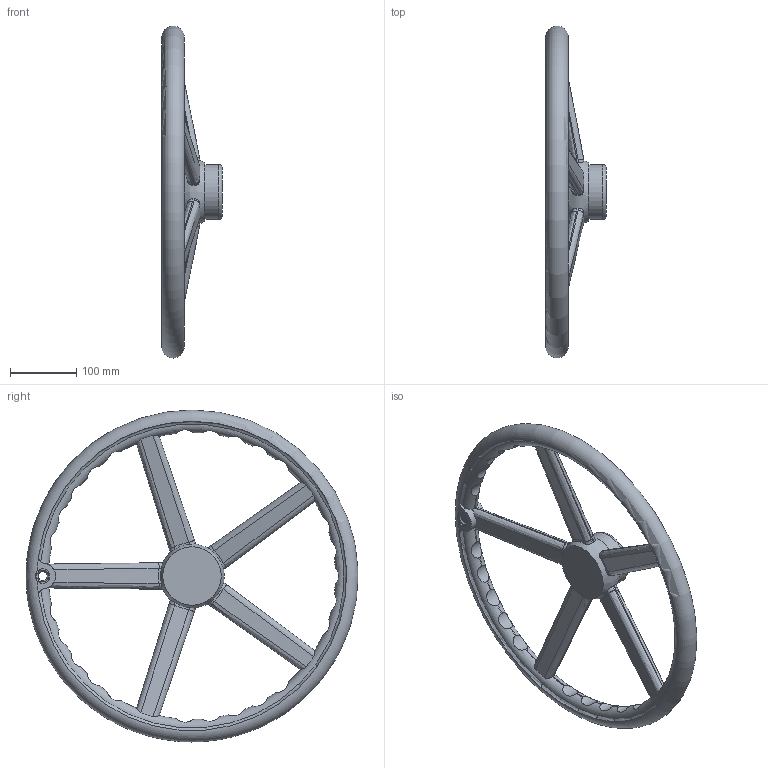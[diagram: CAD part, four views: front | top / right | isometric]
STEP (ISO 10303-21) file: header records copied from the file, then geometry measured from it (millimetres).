
FILE_DESCRIPTION(/* description */ (''),/* implementation_level */ '2;1');
FILE_NAME(/* name */ 'P_500_N.dxf',/* time_stamp */ '2012-11-23T17:28:55+08:00',/* author */ (''),/* organization */ (''),/* preprocessor_version */ 'ST-DEVELOPER v9',/* originating_system */ 'UGS - NX 4.0',/* authorisation */ '');
FILE_SCHEMA (('CONFIG_CONTROL_DESIGN'));
Length unit declared in the file: millimetre
Products named in the file (1): Admi0DEExozf
Bounding box: 91 x 499.98 x 499.99 mm (x, y, z)
Volume: 2106986.7 mm3; surface area: 264302.2 mm2
Topology: 1 solids, 1 shells, 154 faces, 468 edges, 310 vertices
Faces by surface type: cylinder 66, bspline 44, plane 17, torus 16, cone 11
Full cylindrical faces by diameter (mm): 22.1 x1, 82 x1
Entity records: 7776 total; most frequent: CARTESIAN_POINT 4157, ORIENTED_EDGE 908, DIRECTION 515, EDGE_CURVE 454, VERTEX_POINT 304, B_SPLINE_CURVE_WITH_KNOTS 274, AXIS2_PLACEMENT_3D 224, EDGE_LOOP 168
